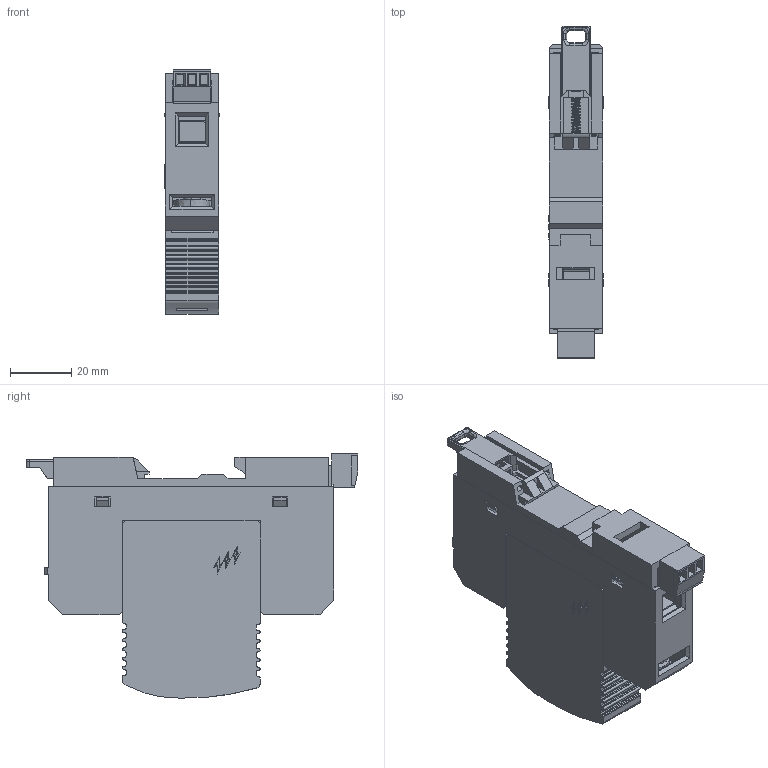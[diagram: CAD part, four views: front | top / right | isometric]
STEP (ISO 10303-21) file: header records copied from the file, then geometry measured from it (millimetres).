
FILE_DESCRIPTION (( 'STEP AP214' ), '1' );
FILE_NAME ('ﾃﾑﾂ2 ﾑ.STEP', '2023-01-27T07:06:12', ( '' ), ( '' ), 'SwSTEP 2.0', 'SolidWorks 2018', '' );
FILE_SCHEMA (( 'AUTOMOTIVE_DESIGN' ));
Length unit declared in the file: millimetre
Products named in the file (24): 7793_ß - îñíîâàíèå 1; Êëåììíèê íåñò. (ïåðåâ.15EDGRC-3.81-03P); 0629 - ïðóæèíà çàìêà; 7785 -êëþ÷ Ï; Êëåììíèê 15EDGÊ-3.81-03P; 7783_ç - êðûøêà æ¸ëòàÿ; Çàæèì - ïðèæèì; ﾃﾑﾂ2 ﾑ; Çàæèì - êóáèê ñ ðåçüáîé; Êîïèÿ Solid1-2^Êëåììíèê 15EDGÊ-3.81-03P; Ïëàòà ÄÑ1; 7077 - çàæèì; Âèíò Ì6õ16; 7782_ç - âñòàâêà æ¸ëòàÿ; 7659 - ýêðàí; Êîïèÿ äîêóìåíò^Ïëàòà ÄÑ1_‘¡®à®ç­ë© ç¥àâñ¦; ﾃﾑﾁ-ﾂ1 ﾑ; Êîïèÿ Tìleso1-10^Êëåììíèê 15EDGÊ-3.81-03P; 7794_ß - êðûøêà 1; Êîïèÿ Tìleso1-9^Êëåììíèê 15EDGÊ-3.81-03P; 0275 - êîíòàêò Ì; 7786 - êëþ÷ Ì; Êîïèÿ äîêóìåíò^ÃÑÁ-Â1 Ñ_‘¡®à®ç­ë© ç¥àâñ¦; 7787 - çàìîê
Assembly tree (25 placements, depth 4):
  ﾃﾑﾂ2 ﾑ
    ﾃﾑﾁ-ﾂ1 ﾑ
      0629 - ïðóæèíà çàìêà
      Ïëàòà ÄÑ1
        Êëåììíèê íåñò. (ïåðåâ.15EDGRC-3.81-03P)
      7077 - çàæèì  x2
        Çàæèì - êóáèê ñ ðåçüáîé
        Çàæèì - ïðèæèì
        Âèíò Ì6õ16
      7793_ß - îñíîâàíèå 1
      7787 - çàìîê
      7794_ß - êðûøêà 1
      7786 - êëþ÷ Ì
      0275 - êîíòàêò Ì  x2
      Êëåììíèê 15EDGÊ-3.81-03P
        Êîïèÿ Tìleso1-9^Êëåììíèê 15EDGÊ-3.81-03P
        Êîïèÿ Tìleso1-10^Êëåììíèê 15EDGÊ-3.81-03P
        Êîïèÿ Solid1-2^Êëåììíèê 15EDGÊ-3.81-03P  x3
    7782_ç - âñòàâêà æ¸ëòàÿ
    7783_ç - êðûøêà æ¸ëòàÿ
    7785 -êëþ÷ Ï
    7659 - ýêðàí
  Êîïèÿ äîêóìåíò^Ïëàòà ÄÑ1_‘¡®à®ç­ë© ç¥àâñ¦
  Êîïèÿ äîêóìåíò^ÃÑÁ-Â1 Ñ_‘¡®à®ç­ë© ç¥àâñ¦
Bounding box: 17.95 x 108.5 x 79.86 mm (x, y, z)
Volume: 46734 mm3; surface area: 72110.9 mm2
Topology: 23 solids, 24 shells, 2149 faces, 5824 edges, 3749 vertices
Faces by surface type: plane 1527, cylinder 474, cone 72, torus 35, bspline 29, sphere 12
Entity records: 61886 total; most frequent: CARTESIAN_POINT 15821, ORIENTED_EDGE 9572, DIRECTION 9060, EDGE_CURVE 4786, VECTOR 3706, LINE 3706, VERTEX_POINT 3101, AXIS2_PLACEMENT_3D 2677
